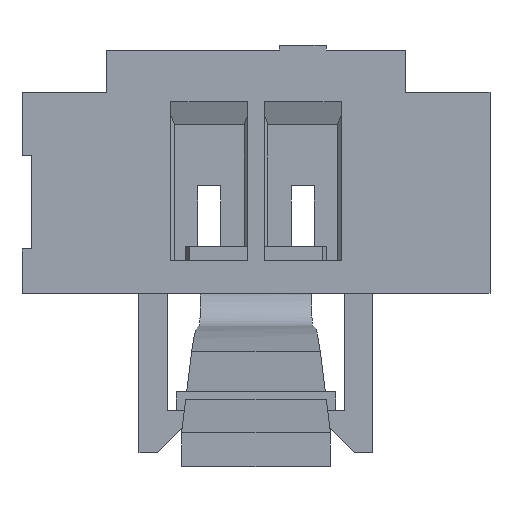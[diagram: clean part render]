
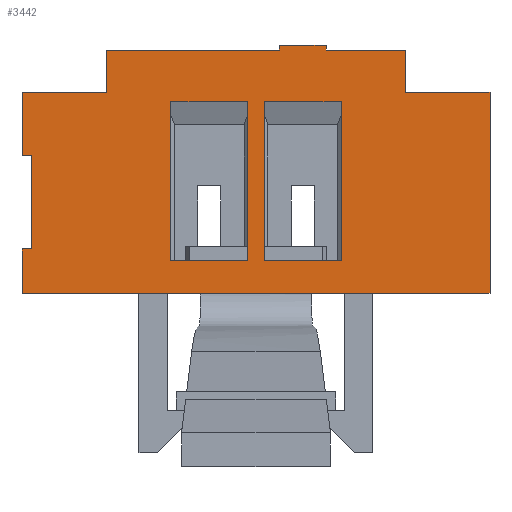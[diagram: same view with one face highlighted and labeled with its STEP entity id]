
A CAD part, front view. The second image highlights one B-rep face of the part: STEP entity #3442.
In plain terms, the highlighted planar face has unit normal (0, -1, 0).
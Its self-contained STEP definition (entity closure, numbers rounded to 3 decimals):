
#651=ORIENTED_EDGE('',*,*,#1193,.F.);
#652=ORIENTED_EDGE('',*,*,#1418,.F.);
#653=ORIENTED_EDGE('',*,*,#1419,.F.);
#654=ORIENTED_EDGE('',*,*,#1420,.T.);
#655=ORIENTED_EDGE('',*,*,#1201,.F.);
#656=ORIENTED_EDGE('',*,*,#1208,.F.);
#657=ORIENTED_EDGE('',*,*,#1421,.F.);
#658=ORIENTED_EDGE('',*,*,#1422,.F.);
#659=ORIENTED_EDGE('',*,*,#1423,.F.);
#660=ORIENTED_EDGE('',*,*,#1424,.F.);
#661=ORIENTED_EDGE('',*,*,#1425,.F.);
#662=ORIENTED_EDGE('',*,*,#1426,.F.);
#663=ORIENTED_EDGE('',*,*,#1427,.F.);
#664=ORIENTED_EDGE('',*,*,#1428,.F.);
#665=ORIENTED_EDGE('',*,*,#1429,.F.);
#666=ORIENTED_EDGE('',*,*,#1214,.F.);
#667=ORIENTED_EDGE('',*,*,#1357,.F.);
#668=ORIENTED_EDGE('',*,*,#1430,.F.);
#669=ORIENTED_EDGE('',*,*,#1352,.F.);
#670=ORIENTED_EDGE('',*,*,#1390,.F.);
#671=ORIENTED_EDGE('',*,*,#1334,.F.);
#672=ORIENTED_EDGE('',*,*,#1431,.F.);
#673=ORIENTED_EDGE('',*,*,#1339,.F.);
#674=ORIENTED_EDGE('',*,*,#1382,.F.);
#1193=EDGE_CURVE('',#1640,#1641,#1999,.T.);
#1201=EDGE_CURVE('',#1648,#1639,#2007,.T.);
#1208=EDGE_CURVE('',#1655,#1648,#2014,.T.);
#1214=EDGE_CURVE('',#1641,#1660,#2020,.T.);
#1334=EDGE_CURVE('',#1755,#1756,#2140,.T.);
#1339=EDGE_CURVE('',#1758,#1759,#2145,.T.);
#1352=EDGE_CURVE('',#1767,#1768,#2158,.T.);
#1357=EDGE_CURVE('',#1771,#1772,#2163,.T.);
#1382=EDGE_CURVE('',#1756,#1758,#2188,.T.);
#1390=EDGE_CURVE('',#1772,#1767,#2195,.T.);
#1418=EDGE_CURVE('',#1813,#1640,#2220,.T.);
#1419=EDGE_CURVE('',#1814,#1813,#2221,.T.);
#1420=EDGE_CURVE('',#1814,#1639,#2222,.T.);
#1421=EDGE_CURVE('',#1815,#1655,#2223,.T.);
#1422=EDGE_CURVE('',#1816,#1815,#2224,.T.);
#1423=EDGE_CURVE('',#1817,#1816,#2225,.T.);
#1424=EDGE_CURVE('',#1818,#1817,#2226,.T.);
#1425=EDGE_CURVE('',#1819,#1818,#2227,.T.);
#1426=EDGE_CURVE('',#1820,#1819,#2228,.T.);
#1427=EDGE_CURVE('',#1821,#1820,#2229,.T.);
#1428=EDGE_CURVE('',#1822,#1821,#2230,.T.);
#1429=EDGE_CURVE('',#1660,#1822,#2231,.T.);
#1430=EDGE_CURVE('',#1768,#1771,#2232,.T.);
#1431=EDGE_CURVE('',#1759,#1755,#2233,.T.);
#1639=VERTEX_POINT('',#4897);
#1640=VERTEX_POINT('',#4899);
#1641=VERTEX_POINT('',#4901);
#1648=VERTEX_POINT('',#4915);
#1655=VERTEX_POINT('',#4930);
#1660=VERTEX_POINT('',#4943);
#1755=VERTEX_POINT('',#5180);
#1756=VERTEX_POINT('',#5182);
#1758=VERTEX_POINT('',#5191);
#1759=VERTEX_POINT('',#5192);
#1767=VERTEX_POINT('',#5217);
#1768=VERTEX_POINT('',#5218);
#1771=VERTEX_POINT('',#5226);
#1772=VERTEX_POINT('',#5228);
#1813=VERTEX_POINT('',#5343);
#1814=VERTEX_POINT('',#5345);
#1815=VERTEX_POINT('',#5348);
#1816=VERTEX_POINT('',#5350);
#1817=VERTEX_POINT('',#5352);
#1818=VERTEX_POINT('',#5354);
#1819=VERTEX_POINT('',#5356);
#1820=VERTEX_POINT('',#5358);
#1821=VERTEX_POINT('',#5360);
#1822=VERTEX_POINT('',#5362);
#1999=LINE('',#4900,#2477);
#2007=LINE('',#4916,#2485);
#2014=LINE('',#4931,#2492);
#2020=LINE('',#4942,#2498);
#2140=LINE('',#5181,#2618);
#2145=LINE('',#5190,#2623);
#2158=LINE('',#5216,#2636);
#2163=LINE('',#5227,#2641);
#2188=LINE('',#5274,#2666);
#2195=LINE('',#5289,#2673);
#2220=LINE('',#5342,#2698);
#2221=LINE('',#5344,#2699);
#2222=LINE('',#5346,#2700);
#2223=LINE('',#5347,#2701);
#2224=LINE('',#5349,#2702);
#2225=LINE('',#5351,#2703);
#2226=LINE('',#5353,#2704);
#2227=LINE('',#5355,#2705);
#2228=LINE('',#5357,#2706);
#2229=LINE('',#5359,#2707);
#2230=LINE('',#5361,#2708);
#2231=LINE('',#5363,#2709);
#2232=LINE('',#5364,#2710);
#2233=LINE('',#5365,#2711);
#2477=VECTOR('',#4006,1000.);
#2485=VECTOR('',#4014,1000.);
#2492=VECTOR('',#4023,1000.);
#2498=VECTOR('',#4031,1000.);
#2618=VECTOR('',#4197,1000.);
#2623=VECTOR('',#4206,1000.);
#2636=VECTOR('',#4227,1000.);
#2641=VECTOR('',#4234,1000.);
#2666=VECTOR('',#4265,1000.);
#2673=VECTOR('',#4276,1000.);
#2698=VECTOR('',#4325,1000.);
#2699=VECTOR('',#4326,1000.);
#2700=VECTOR('',#4327,1000.);
#2701=VECTOR('',#4328,1000.);
#2702=VECTOR('',#4329,1000.);
#2703=VECTOR('',#4330,1000.);
#2704=VECTOR('',#4331,1000.);
#2705=VECTOR('',#4332,1000.);
#2706=VECTOR('',#4333,1000.);
#2707=VECTOR('',#4334,1000.);
#2708=VECTOR('',#4335,1000.);
#2709=VECTOR('',#4336,1000.);
#2710=VECTOR('',#4337,1000.);
#2711=VECTOR('',#4338,1000.);
#2924=EDGE_LOOP('',(#651,#652,#653,#654,#655,#656,#657,#658,#659,#660,#661,
#662,#663,#664,#665,#666));
#2925=EDGE_LOOP('',(#667,#668,#669,#670));
#2926=EDGE_LOOP('',(#671,#672,#673,#674));
#3102=FACE_BOUND('',#2924,.T.);
#3103=FACE_BOUND('',#2925,.T.);
#3104=FACE_BOUND('',#2926,.T.);
#3271=PLANE('',#3660);
#3442=ADVANCED_FACE('',(#3102,#3103,#3104),#3271,.F.);
#3660=AXIS2_PLACEMENT_3D('',#5341,#4323,#4324);
#4006=DIRECTION('',(1.,0.,0.));
#4014=DIRECTION('',(1.,0.,0.));
#4023=DIRECTION('',(0.,0.,1.));
#4031=DIRECTION('',(0.,0.,-1.));
#4197=DIRECTION('',(0.,0.,-1.));
#4206=DIRECTION('',(0.,0.,1.));
#4227=DIRECTION('',(0.,0.,1.));
#4234=DIRECTION('',(0.,0.,-1.));
#4265=DIRECTION('',(1.,0.,0.));
#4276=DIRECTION('',(1.,0.,0.));
#4323=DIRECTION('',(0.,1.,0.));
#4324=DIRECTION('',(0.,0.,1.));
#4325=DIRECTION('',(0.,0.,-1.));
#4326=DIRECTION('',(1.,0.,0.));
#4327=DIRECTION('',(0.,0.,-1.));
#4328=DIRECTION('',(1.,0.,0.));
#4329=DIRECTION('',(0.,0.,1.));
#4330=DIRECTION('',(-1.,0.,0.));
#4331=DIRECTION('',(0.,0.,1.));
#4332=DIRECTION('',(1.,0.,0.));
#4333=DIRECTION('',(0.,0.,1.));
#4334=DIRECTION('',(-1.,0.,0.));
#4335=DIRECTION('',(0.,0.,-1.));
#4336=DIRECTION('',(1.,0.,0.));
#4337=DIRECTION('',(-1.,0.,0.));
#4338=DIRECTION('',(-1.,0.,0.));
#4897=CARTESIAN_POINT('',(0.25,0.,1.4));
#4899=CARTESIAN_POINT('',(0.75,0.,1.4));
#4900=CARTESIAN_POINT('',(-2.5,0.,1.4));
#4901=CARTESIAN_POINT('',(1.6,0.,1.4));
#4915=CARTESIAN_POINT('',(-1.6,0.,1.4));
#4916=CARTESIAN_POINT('',(-2.5,0.,1.4));
#4930=CARTESIAN_POINT('',(-1.6,0.,0.95));
#4931=CARTESIAN_POINT('',(-1.6,0.,0.95));
#4942=CARTESIAN_POINT('',(1.6,0.,1.4));
#4943=CARTESIAN_POINT('',(1.6,0.,0.95));
#5180=CARTESIAN_POINT('',(-0.91,0.,0.85));
#5181=CARTESIAN_POINT('',(-0.91,0.,0.));
#5182=CARTESIAN_POINT('',(-0.91,0.,-0.85));
#5190=CARTESIAN_POINT('',(-0.09,0.,0.));
#5191=CARTESIAN_POINT('',(-0.09,0.,-0.85));
#5192=CARTESIAN_POINT('',(-0.09,0.,0.85));
#5216=CARTESIAN_POINT('',(0.91,0.,0.));
#5217=CARTESIAN_POINT('',(0.91,0.,-0.85));
#5218=CARTESIAN_POINT('',(0.91,0.,0.85));
#5226=CARTESIAN_POINT('',(0.09,0.,0.85));
#5227=CARTESIAN_POINT('',(0.09,0.,0.));
#5228=CARTESIAN_POINT('',(0.09,0.,-0.85));
#5274=CARTESIAN_POINT('',(0.,0.,-0.85));
#5289=CARTESIAN_POINT('',(0.,0.,-0.85));
#5341=CARTESIAN_POINT('',(0.,0.,0.));
#5342=CARTESIAN_POINT('',(0.75,0.,1.45));
#5343=CARTESIAN_POINT('',(0.75,0.,1.45));
#5344=CARTESIAN_POINT('',(0.25,0.,1.45));
#5345=CARTESIAN_POINT('',(0.25,0.,1.45));
#5346=CARTESIAN_POINT('',(0.25,0.,1.45));
#5347=CARTESIAN_POINT('',(-2.5,0.,0.95));
#5348=CARTESIAN_POINT('',(-2.5,0.,0.95));
#5349=CARTESIAN_POINT('',(-2.5,0.,-1.2));
#5350=CARTESIAN_POINT('',(-2.5,0.,0.275));
#5351=CARTESIAN_POINT('',(-2.4,0.,0.275));
#5352=CARTESIAN_POINT('',(-2.4,0.,0.275));
#5353=CARTESIAN_POINT('',(-2.4,0.,-0.725));
#5354=CARTESIAN_POINT('',(-2.4,0.,-0.725));
#5355=CARTESIAN_POINT('',(-2.5,0.,-0.725));
#5356=CARTESIAN_POINT('',(-2.5,0.,-0.725));
#5357=CARTESIAN_POINT('',(-2.5,0.,-1.2));
#5358=CARTESIAN_POINT('',(-2.5,0.,-1.2));
#5359=CARTESIAN_POINT('',(2.5,0.,-1.2));
#5360=CARTESIAN_POINT('',(2.5,0.,-1.2));
#5361=CARTESIAN_POINT('',(2.5,0.,1.4));
#5362=CARTESIAN_POINT('',(2.5,0.,0.95));
#5363=CARTESIAN_POINT('',(1.6,0.,0.95));
#5364=CARTESIAN_POINT('',(1.175,0.,0.85));
#5365=CARTESIAN_POINT('',(1.175,0.,0.85));
